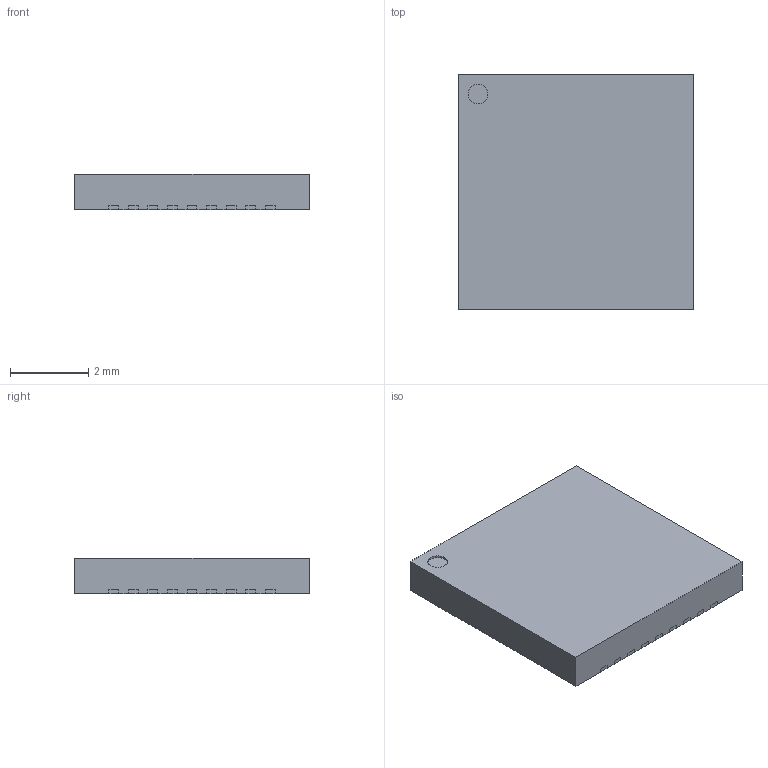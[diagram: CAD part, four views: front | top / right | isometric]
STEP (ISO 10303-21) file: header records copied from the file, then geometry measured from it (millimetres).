
FILE_DESCRIPTION((''),'2;1');
FILE_NAME('QFN50P600X600X90-37N-S470.stp','2012-09-18T15:48:45',(''),(''),'Mechanical Desktop 2011','Mechanical Desktop 2011',', , ');
FILE_SCHEMA(('AUTOMOTIVE_DESIGN { 1 2 10303 214 1 1 1 1 }'));
Length unit declared in the file: millimetre
Products named in the file (1): Product
Bounding box: 6 x 6 x 0.9 mm (x, y, z)
Volume: 32.4 mm3; surface area: 155.1 mm2
Topology: 38 solids, 38 shells, 380 faces, 906 edges, 604 vertices
Faces by surface type: bspline 180, plane 162, cylinder 38
Entity records: 11381 total; most frequent: CARTESIAN_POINT 2935, ORIENTED_EDGE 1812, DIRECTION 1456, EDGE_CURVE 906, VECTOR 758, LINE 758, VERTEX_POINT 604, EDGE_LOOP 382
